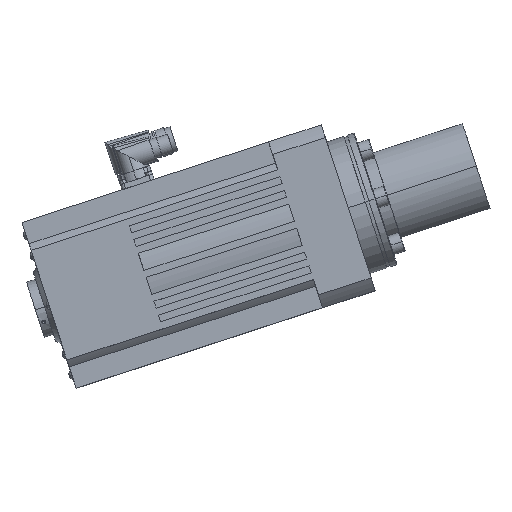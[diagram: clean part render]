
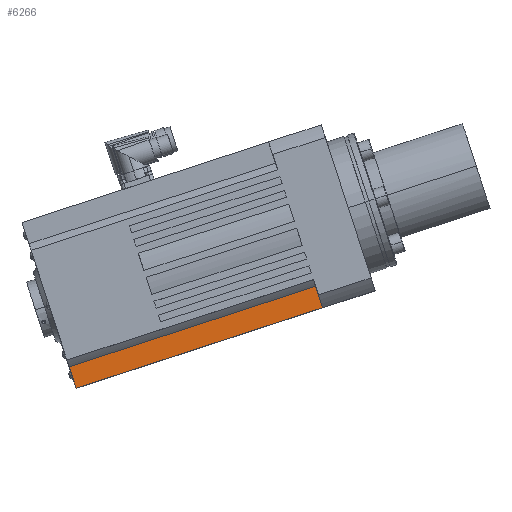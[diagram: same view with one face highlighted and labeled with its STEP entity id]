
A CAD part, top view. The second image highlights one B-rep face of the part: STEP entity #6266.
In plain terms, the highlighted planar face has unit normal (0, 0, 1).
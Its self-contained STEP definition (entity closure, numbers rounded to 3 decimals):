
#4866 = PLANE('',#4867);
#4867 = AXIS2_PLACEMENT_3D('',#4868,#4869,#4870);
#4868 = CARTESIAN_POINT('',(1108.361,-249.858,-480.5));
#4869 = DIRECTION('',(-0.951,-0.31,0.));
#4870 = DIRECTION('',(-0.,0.,1.));
#4942 = VERTEX_POINT('',#4943);
#4943 = CARTESIAN_POINT('',(1130.835,-318.787,-432.5));
#4957 = PLANE('',#4958);
#4958 = AXIS2_PLACEMENT_3D('',#4959,#4960,#4961);
#4959 = CARTESIAN_POINT('',(1335.91,-251.925,-408.));
#4960 = DIRECTION('',(0.31,-0.951,-0.));
#4961 = DIRECTION('',(-0.951,-0.31,0.));
#5337 = VERTEX_POINT('',#5338);
#5338 = CARTESIAN_POINT('',(1125.038,-301.008,-432.5));
#5353 = CYLINDRICAL_SURFACE('',#5354,72.1);
#5354 = AXIS2_PLACEMENT_3D('',#5355,#5356,#5357);
#5355 = CARTESIAN_POINT('',(1313.437,-182.996,
    -480.5));
#5356 = DIRECTION('',(0.951,0.31,0.));
#5357 = DIRECTION('',(0.206,-0.633,0.746));
#5365 = EDGE_CURVE('',#4942,#5337,#5366,.T.);
#5366 = SURFACE_CURVE('',#5367,(#5371,#5378),.PCURVE_S1.);
#5367 = LINE('',#5368,#5369);
#5368 = CARTESIAN_POINT('',(1130.835,-318.787,-432.5));
#5369 = VECTOR('',#5370,1.);
#5370 = DIRECTION('',(-0.31,0.951,0.));
#5371 = PCURVE('',#4866,#5372);
#5372 = DEFINITIONAL_REPRESENTATION('',(#5373),#5377);
#5373 = LINE('',#5374,#5375);
#5374 = CARTESIAN_POINT('',(48.,-72.5));
#5375 = VECTOR('',#5376,1.);
#5376 = DIRECTION('',(0.,1.));
#5377 = ( GEOMETRIC_REPRESENTATION_CONTEXT(2) 
PARAMETRIC_REPRESENTATION_CONTEXT() REPRESENTATION_CONTEXT('2D SPACE',''
  ) );
#5378 = PCURVE('',#5379,#5384);
#5379 = PLANE('',#5380);
#5380 = AXIS2_PLACEMENT_3D('',#5381,#5382,#5383);
#5381 = CARTESIAN_POINT('',(1330.114,-234.146,-432.5));
#5382 = DIRECTION('',(-0.,0.,1.));
#5383 = DIRECTION('',(-0.31,0.951,0.));
#5384 = DEFINITIONAL_REPRESENTATION('',(#5385),#5389);
#5385 = LINE('',#5386,#5387);
#5386 = CARTESIAN_POINT('',(-18.7,215.7));
#5387 = VECTOR('',#5388,1.);
#5388 = DIRECTION('',(1.,0.));
#5389 = ( GEOMETRIC_REPRESENTATION_CONTEXT(2) 
PARAMETRIC_REPRESENTATION_CONTEXT() REPRESENTATION_CONTEXT('2D SPACE',''
  ) );
#5398 = EDGE_CURVE('',#4942,#5399,#5401,.T.);
#5399 = VERTEX_POINT('',#5400);
#5400 = CARTESIAN_POINT('',(1335.91,-251.925,-432.5));
#5401 = SURFACE_CURVE('',#5402,(#5406,#5413),.PCURVE_S1.);
#5402 = LINE('',#5403,#5404);
#5403 = CARTESIAN_POINT('',(1130.835,-318.787,-432.5));
#5404 = VECTOR('',#5405,1.);
#5405 = DIRECTION('',(0.951,0.31,0.));
#5406 = PCURVE('',#4957,#5407);
#5407 = DEFINITIONAL_REPRESENTATION('',(#5408),#5412);
#5408 = LINE('',#5409,#5410);
#5409 = CARTESIAN_POINT('',(215.7,24.5));
#5410 = VECTOR('',#5411,1.);
#5411 = DIRECTION('',(-1.,0.));
#5412 = ( GEOMETRIC_REPRESENTATION_CONTEXT(2) 
PARAMETRIC_REPRESENTATION_CONTEXT() REPRESENTATION_CONTEXT('2D SPACE',''
  ) );
#5413 = PCURVE('',#5379,#5414);
#5414 = DEFINITIONAL_REPRESENTATION('',(#5415),#5419);
#5415 = LINE('',#5416,#5417);
#5416 = CARTESIAN_POINT('',(-18.7,215.7));
#5417 = VECTOR('',#5418,1.);
#5418 = DIRECTION('',(0.,-1.));
#5419 = ( GEOMETRIC_REPRESENTATION_CONTEXT(2) 
PARAMETRIC_REPRESENTATION_CONTEXT() REPRESENTATION_CONTEXT('2D SPACE',''
  ) );
#5437 = PLANE('',#5438);
#5438 = AXIS2_PLACEMENT_3D('',#5439,#5440,#5441);
#5439 = CARTESIAN_POINT('',(1335.91,-251.925,-408.));
#5440 = DIRECTION('',(0.951,0.31,0.));
#5441 = DIRECTION('',(0.,0.,-1.));
#6266 = ADVANCED_FACE('',(#6267),#5379,.T.);
#6267 = FACE_BOUND('',#6268,.F.);
#6268 = EDGE_LOOP('',(#6269,#6270,#6271,#6294));
#6269 = ORIENTED_EDGE('',*,*,#5398,.F.);
#6270 = ORIENTED_EDGE('',*,*,#5365,.T.);
#6271 = ORIENTED_EDGE('',*,*,#6272,.T.);
#6272 = EDGE_CURVE('',#5337,#6273,#6275,.T.);
#6273 = VERTEX_POINT('',#6274);
#6274 = CARTESIAN_POINT('',(1330.114,-234.146,-432.5));
#6275 = SURFACE_CURVE('',#6276,(#6280,#6287),.PCURVE_S1.);
#6276 = LINE('',#6277,#6278);
#6277 = CARTESIAN_POINT('',(1125.038,-301.008,-432.5));
#6278 = VECTOR('',#6279,1.);
#6279 = DIRECTION('',(0.951,0.31,0.));
#6280 = PCURVE('',#5379,#6281);
#6281 = DEFINITIONAL_REPRESENTATION('',(#6282),#6286);
#6282 = LINE('',#6283,#6284);
#6283 = CARTESIAN_POINT('',(0.,215.7));
#6284 = VECTOR('',#6285,1.);
#6285 = DIRECTION('',(0.,-1.));
#6286 = ( GEOMETRIC_REPRESENTATION_CONTEXT(2) 
PARAMETRIC_REPRESENTATION_CONTEXT() REPRESENTATION_CONTEXT('2D SPACE',''
  ) );
#6287 = PCURVE('',#5353,#6288);
#6288 = DEFINITIONAL_REPRESENTATION('',(#6289),#6293);
#6289 = LINE('',#6290,#6291);
#6290 = CARTESIAN_POINT('',(0.114,-215.7));
#6291 = VECTOR('',#6292,1.);
#6292 = DIRECTION('',(0.,1.));
#6293 = ( GEOMETRIC_REPRESENTATION_CONTEXT(2) 
PARAMETRIC_REPRESENTATION_CONTEXT() REPRESENTATION_CONTEXT('2D SPACE',''
  ) );
#6294 = ORIENTED_EDGE('',*,*,#6295,.F.);
#6295 = EDGE_CURVE('',#5399,#6273,#6296,.T.);
#6296 = SURFACE_CURVE('',#6297,(#6301,#6308),.PCURVE_S1.);
#6297 = LINE('',#6298,#6299);
#6298 = CARTESIAN_POINT('',(1335.91,-251.925,-432.5));
#6299 = VECTOR('',#6300,1.);
#6300 = DIRECTION('',(-0.31,0.951,0.));
#6301 = PCURVE('',#5379,#6302);
#6302 = DEFINITIONAL_REPRESENTATION('',(#6303),#6307);
#6303 = LINE('',#6304,#6305);
#6304 = CARTESIAN_POINT('',(-18.7,0.));
#6305 = VECTOR('',#6306,1.);
#6306 = DIRECTION('',(1.,0.));
#6307 = ( GEOMETRIC_REPRESENTATION_CONTEXT(2) 
PARAMETRIC_REPRESENTATION_CONTEXT() REPRESENTATION_CONTEXT('2D SPACE',''
  ) );
#6308 = PCURVE('',#5437,#6309);
#6309 = DEFINITIONAL_REPRESENTATION('',(#6310),#6314);
#6310 = LINE('',#6311,#6312);
#6311 = CARTESIAN_POINT('',(24.5,0.));
#6312 = VECTOR('',#6313,1.);
#6313 = DIRECTION('',(0.,1.));
#6314 = ( GEOMETRIC_REPRESENTATION_CONTEXT(2) 
PARAMETRIC_REPRESENTATION_CONTEXT() REPRESENTATION_CONTEXT('2D SPACE',''
  ) );
